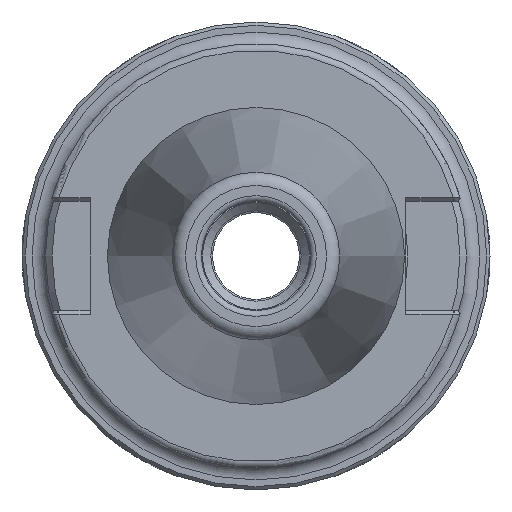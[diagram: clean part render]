
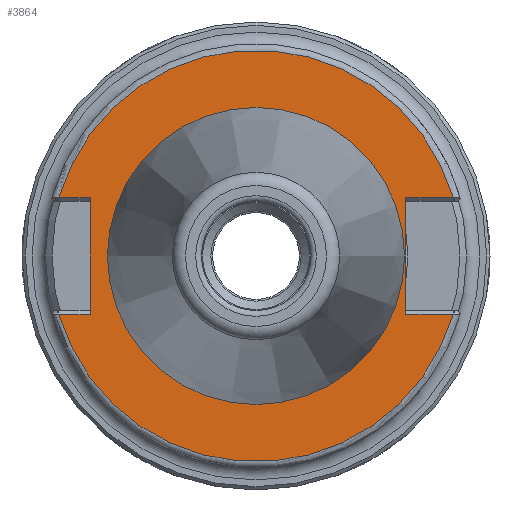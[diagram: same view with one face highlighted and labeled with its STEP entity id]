
A CAD part, left-side view. The second image highlights one B-rep face of the part: STEP entity #3864.
In plain terms, the highlighted planar face has unit normal (-1, 0, 0).
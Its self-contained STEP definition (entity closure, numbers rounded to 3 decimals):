
#38=FACE_BOUND('',#648,.T.);
#265=PLANE('',#4211);
#433=FACE_OUTER_BOUND('',#647,.T.);
#647=EDGE_LOOP('',(#3067,#3068,#3069,#3070,#3071,#3072,#3073,#3074));
#648=EDGE_LOOP('',(#3075,#3076));
#868=LINE('',#6857,#1105);
#870=LINE('',#6925,#1107);
#871=LINE('',#6927,#1108);
#872=LINE('',#6931,#1109);
#873=LINE('',#6933,#1110);
#874=LINE('',#6934,#1111);
#1105=VECTOR('',#4925,10.);
#1107=VECTOR('',#4943,10.);
#1108=VECTOR('',#4944,10.);
#1109=VECTOR('',#4947,10.);
#1110=VECTOR('',#4948,10.);
#1111=VECTOR('',#4949,10.);
#1364=CIRCLE('',#4210,30.775);
#1365=CIRCLE('',#4212,30.775);
#1366=CIRCLE('',#4213,22.225);
#1367=CIRCLE('',#4214,22.225);
#1664=VERTEX_POINT('',#6850);
#1667=VERTEX_POINT('',#6855);
#1673=VERTEX_POINT('',#6903);
#1675=VERTEX_POINT('',#6924);
#1676=VERTEX_POINT('',#6926);
#1677=VERTEX_POINT('',#6928);
#1678=VERTEX_POINT('',#6930);
#1679=VERTEX_POINT('',#6932);
#1680=VERTEX_POINT('',#6935);
#1681=VERTEX_POINT('',#6936);
#2169=EDGE_CURVE('',#1667,#1664,#868,.T.);
#2179=EDGE_CURVE('',#1664,#1673,#1364,.T.);
#2182=EDGE_CURVE('',#1667,#1675,#870,.T.);
#2183=EDGE_CURVE('',#1676,#1675,#871,.T.);
#2184=EDGE_CURVE('',#1677,#1676,#1365,.T.);
#2185=EDGE_CURVE('',#1678,#1677,#872,.T.);
#2186=EDGE_CURVE('',#1678,#1679,#873,.T.);
#2187=EDGE_CURVE('',#1673,#1679,#874,.T.);
#2188=EDGE_CURVE('',#1680,#1681,#1366,.T.);
#2189=EDGE_CURVE('',#1681,#1680,#1367,.T.);
#3067=ORIENTED_EDGE('',*,*,#2169,.F.);
#3068=ORIENTED_EDGE('',*,*,#2182,.T.);
#3069=ORIENTED_EDGE('',*,*,#2183,.F.);
#3070=ORIENTED_EDGE('',*,*,#2184,.F.);
#3071=ORIENTED_EDGE('',*,*,#2185,.F.);
#3072=ORIENTED_EDGE('',*,*,#2186,.T.);
#3073=ORIENTED_EDGE('',*,*,#2187,.F.);
#3074=ORIENTED_EDGE('',*,*,#2179,.F.);
#3075=ORIENTED_EDGE('',*,*,#2188,.T.);
#3076=ORIENTED_EDGE('',*,*,#2189,.T.);
#3864=ADVANCED_FACE('',(#433,#38),#265,.T.);
#4210=AXIS2_PLACEMENT_3D('',#6904,#4939,#4940);
#4211=AXIS2_PLACEMENT_3D('',#6923,#4941,#4942);
#4212=AXIS2_PLACEMENT_3D('',#6929,#4945,#4946);
#4213=AXIS2_PLACEMENT_3D('',#6937,#4950,#4951);
#4214=AXIS2_PLACEMENT_3D('',#6938,#4952,#4953);
#4925=DIRECTION('',(0.,-1.,0.));
#4939=DIRECTION('center_axis',(1.,0.,0.));
#4940=DIRECTION('ref_axis',(0.,0.,-1.));
#4941=DIRECTION('center_axis',(-1.,0.,0.));
#4942=DIRECTION('ref_axis',(0.,0.,1.));
#4943=DIRECTION('',(0.,0.,1.));
#4944=DIRECTION('',(0.,1.,0.));
#4945=DIRECTION('center_axis',(1.,0.,0.));
#4946=DIRECTION('ref_axis',(0.,0.,-1.));
#4947=DIRECTION('',(0.,1.,0.));
#4948=DIRECTION('',(0.,0.,-1.));
#4949=DIRECTION('',(0.,-1.,0.));
#4950=DIRECTION('center_axis',(1.,0.,0.));
#4951=DIRECTION('ref_axis',(0.,0.,-1.));
#4952=DIRECTION('center_axis',(1.,0.,0.));
#4953=DIRECTION('ref_axis',(0.,0.,-1.));
#6850=CARTESIAN_POINT('',(3.175,-29.523,-8.69));
#6855=CARTESIAN_POINT('',(3.175,-22.41,-8.69));
#6857=CARTESIAN_POINT('',(3.175,-4.878,-8.69));
#6903=CARTESIAN_POINT('',(3.175,29.523,-8.69));
#6904=CARTESIAN_POINT('Origin',(3.175,0.,
0.));
#6923=CARTESIAN_POINT('Origin',(3.175,30.775,0.));
#6924=CARTESIAN_POINT('',(3.175,-22.41,8.69));
#6925=CARTESIAN_POINT('',(3.175,-22.41,-4.095));
#6926=CARTESIAN_POINT('',(3.175,-29.523,8.69));
#6927=CARTESIAN_POINT('',(3.175,4.182,8.69));
#6928=CARTESIAN_POINT('',(3.175,29.523,8.69));
#6929=CARTESIAN_POINT('Origin',(3.175,0.,
0.));
#6930=CARTESIAN_POINT('',(3.175,24.8,8.69));
#6931=CARTESIAN_POINT('',(3.175,32.958,8.69));
#6932=CARTESIAN_POINT('',(3.175,24.8,-8.69));
#6933=CARTESIAN_POINT('',(3.175,24.8,4.095));
#6934=CARTESIAN_POINT('',(3.175,27.788,-8.69));
#6935=CARTESIAN_POINT('',(3.175,22.225,0.));
#6936=CARTESIAN_POINT('',(3.175,-22.225,0.));
#6937=CARTESIAN_POINT('Origin',(3.175,0.,
0.));
#6938=CARTESIAN_POINT('Origin',(3.175,0.,
0.));
